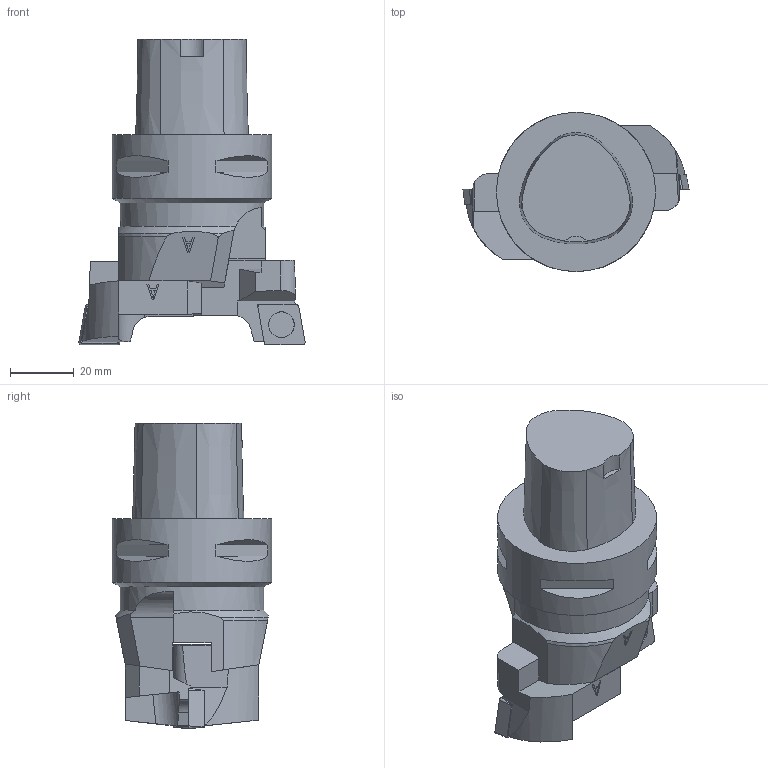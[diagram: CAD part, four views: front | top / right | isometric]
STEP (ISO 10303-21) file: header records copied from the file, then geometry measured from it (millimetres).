
FILE_DESCRIPTION(/* description */ (''),/* implementation_level */ '2;1');
FILE_NAME(/* name */ '1566824777102.stp',/* time_stamp */ '2019-08-26T15:06:24+02:00',/* author */ (''),/* organization */ ('SMS'),/* preprocessor_version */ 'ST-DEVELOPER v16.7',/* originating_system */ 'SIEMENS PLM Software NX 12.0',/* authorisation */ '');
FILE_SCHEMA (('AUTOMOTIVE_DESIGN { 1 0 10303 214 3 1 1 1 }'));
Length unit declared in the file: millimetre
Products named in the file (10): ASSEMBLY_CONSTRUCTION; 201027723mod000_00; IsoTurningInsert; 201027532mod000_00; 200953337mod000_01; 201027752mod000_01; 201027574mod000_01; 201089643mod000_01
Assembly tree (10 placements, depth 3):
  201089643mod000_01
    201027574mod000_01
      201027532mod000_00
      IsoTurningInsert
      ASSEMBLY_CONSTRUCTION
    201027752mod000_01
      201027723mod000_00
      IsoTurningInsert
      ASSEMBLY_CONSTRUCTION
    200953337mod000_01
    ASSEMBLY_CONSTRUCTION
Bounding box: 70.97 x 50 x 96 mm (x, y, z)
Volume: 123443.3 mm3; surface area: 23551.5 mm2
Topology: 5 solids, 5 shells, 210 faces, 544 edges, 379 vertices
Faces by surface type: plane 138, cone 25, cylinder 23, extrusion 16, torus 8
Full cylindrical faces by diameter (mm): 5.5 x4, 45 x1, 50 x1
Entity records: 7374 total; most frequent: CARTESIAN_POINT 1846, ORIENTED_EDGE 968, DIRECTION 898, EDGE_CURVE 484, VERTEX_POINT 328, AXIS2_PLACEMENT_3D 308, VECTOR 282, LINE 266
